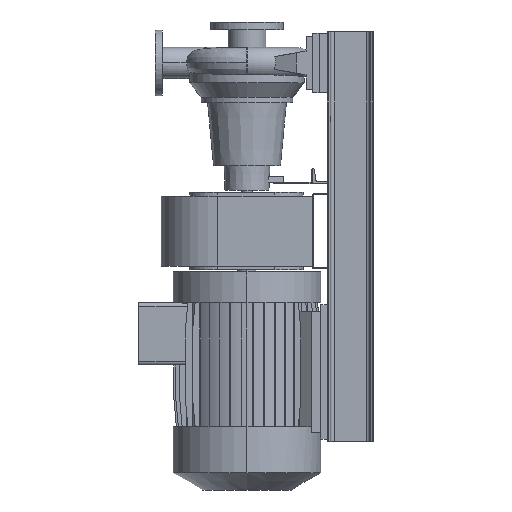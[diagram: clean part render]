
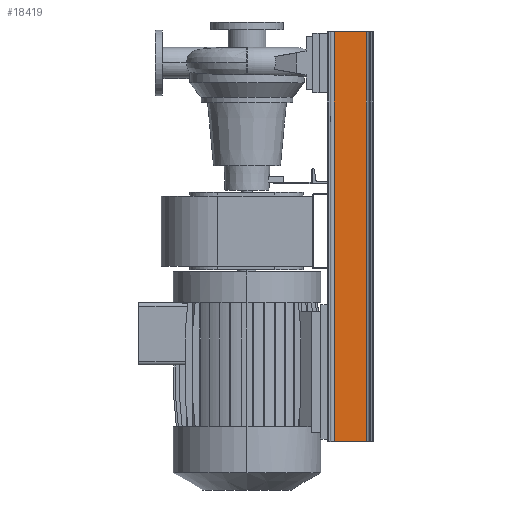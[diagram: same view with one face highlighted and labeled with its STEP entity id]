
A CAD part, left-side view. The second image highlights one B-rep face of the part: STEP entity #18419.
In plain terms, the highlighted face is planar.
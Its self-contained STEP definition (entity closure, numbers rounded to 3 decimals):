
#6 = EDGE_CURVE ( 'NONE', #8027, #12820, #19125, .T. ) ;
#717 = FACE_OUTER_BOUND ( 'NONE', #19491, .T. ) ;
#810 = VECTOR ( 'NONE', #14432, 1000. ) ;
#1862 = DIRECTION ( 'NONE',  ( -1., 0., 0. ) ) ;
#2591 = DIRECTION ( 'NONE',  ( 0., 1., 0. ) ) ;
#4095 = AXIS2_PLACEMENT_3D ( 'NONE', #22327, #7965, #22452 ) ;
#5763 = VECTOR ( 'NONE', #2591, 1000. ) ;
#5795 = ORIENTED_EDGE ( 'NONE', *, *, #6, .T. ) ;
#6342 = EDGE_CURVE ( 'NONE', #18928, #12820, #21095, .T. ) ;
#7965 = DIRECTION ( 'NONE',  ( 0., 0., 1. ) ) ;
#8027 = VERTEX_POINT ( 'NONE', #18770 ) ;
#9376 = VECTOR ( 'NONE', #14237, 1000. ) ;
#9478 = LINE ( 'NONE', #18289, #18079 ) ;
#11689 = ORIENTED_EDGE ( 'NONE', *, *, #14789, .T. ) ;
#12199 = CARTESIAN_POINT ( 'NONE',  ( -625., 118.922, -187. ) ) ;
#12820 = VERTEX_POINT ( 'NONE', #12199 ) ;
#13574 = CARTESIAN_POINT ( 'NONE',  ( -625., 118.922, -187. ) ) ;
#14237 = DIRECTION ( 'NONE',  ( 0., 1., 0. ) ) ;
#14432 = DIRECTION ( 'NONE',  ( -1., 0., 0. ) ) ;
#14789 = EDGE_CURVE ( 'NONE', #18663, #8027, #9478, .T. ) ;
#16161 = CARTESIAN_POINT ( 'NONE',  ( 625., 118.922, -187. ) ) ;
#18079 = VECTOR ( 'NONE', #1862, 1000. ) ;
#18289 = CARTESIAN_POINT ( 'NONE',  ( 625., 21.078, -187. ) ) ;
#18419 = ADVANCED_FACE ( 'NONE', ( #717 ), #20765, .F. ) ;
#18663 = VERTEX_POINT ( 'NONE', #21239 ) ;
#18770 = CARTESIAN_POINT ( 'NONE',  ( -625., 21.078, -187. ) ) ;
#18928 = VERTEX_POINT ( 'NONE', #22420 ) ;
#19125 = LINE ( 'NONE', #13574, #5763 ) ;
#19468 = ORIENTED_EDGE ( 'NONE', *, *, #21526, .F. ) ;
#19491 = EDGE_LOOP ( 'NONE', ( #5795, #22021, #19468, #11689 ) ) ;
#20765 = PLANE ( 'NONE',  #4095 ) ;
#21095 = LINE ( 'NONE', #21210, #810 ) ;
#21210 = CARTESIAN_POINT ( 'NONE',  ( 625., 118.922, -187. ) ) ;
#21239 = CARTESIAN_POINT ( 'NONE',  ( 625., 21.078, -187. ) ) ;
#21364 = LINE ( 'NONE', #16161, #9376 ) ;
#21526 = EDGE_CURVE ( 'NONE', #18663, #18928, #21364, .T. ) ;
#22021 = ORIENTED_EDGE ( 'NONE', *, *, #6342, .F. ) ;
#22327 = CARTESIAN_POINT ( 'NONE',  ( 625., 118.922, -187. ) ) ;
#22420 = CARTESIAN_POINT ( 'NONE',  ( 625., 118.922, -187. ) ) ;
#22452 = DIRECTION ( 'NONE',  ( 1., 0., 0. ) ) ;
